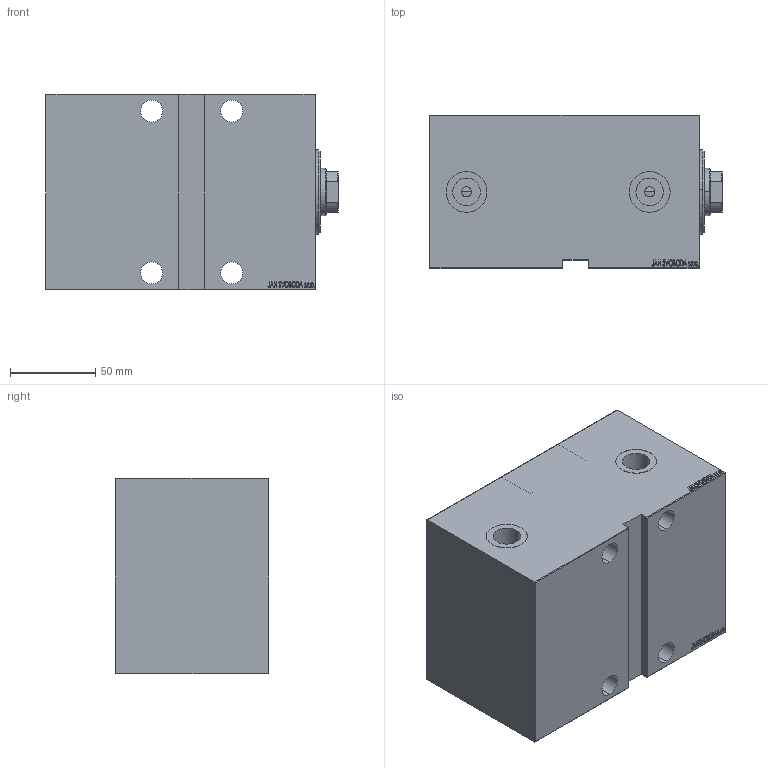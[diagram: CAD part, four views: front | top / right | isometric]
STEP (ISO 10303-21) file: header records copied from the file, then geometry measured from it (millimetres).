
FILE_DESCRIPTION (( 'STEP AP203' ), '1' );
FILE_NAME ('cb9f.STEP', '2022-04-17T14:12:25', ( '' ), ( '' ), 'SwSTEP 2.0', 'SolidWorks 2019', '' );
FILE_SCHEMA (( 'CONFIG_CONTROL_DESIGN' ));
Length unit declared in the file: millimetre
Products named in the file (4): V450CM_VC_G 8a8f7cb1d5f5497e1d04b6d598ef90b5; V450CM_G_Body 8a8f7cb1d5f5497e1d04b6d598ef90b5; cb9f; V450CM_G_VCP 8a8f7cb1d5f5497e1d04b6d598ef90b5
Assembly tree (3 placements, depth 2):
  cb9f
    V450CM_G_Body 8a8f7cb1d5f5497e1d04b6d598ef90b5
    V450CM_G_VCP 8a8f7cb1d5f5497e1d04b6d598ef90b5
    V450CM_VC_G 8a8f7cb1d5f5497e1d04b6d598ef90b5
Bounding box: 171.5 x 90 x 115 mm (x, y, z)
Volume: 1290727 mm3; surface area: 169175.9 mm2
Topology: 3 solids, 3 shells, 874 faces, 2243 edges, 1487 vertices
Faces by surface type: plane 416, bspline 380, cylinder 64, cone 14
Entity records: 43781 total; most frequent: CARTESIAN_POINT 24598, ORIENTED_EDGE 4482, DIRECTION 2607, EDGE_CURVE 2241, VERTEX_POINT 1487, LINE 1327, VECTOR 1327, EDGE_LOOP 1002
